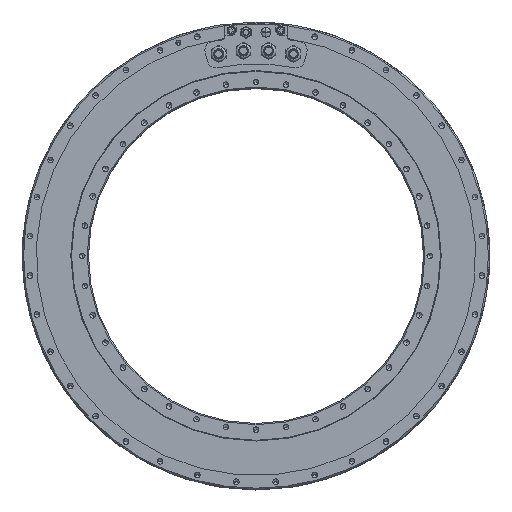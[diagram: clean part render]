
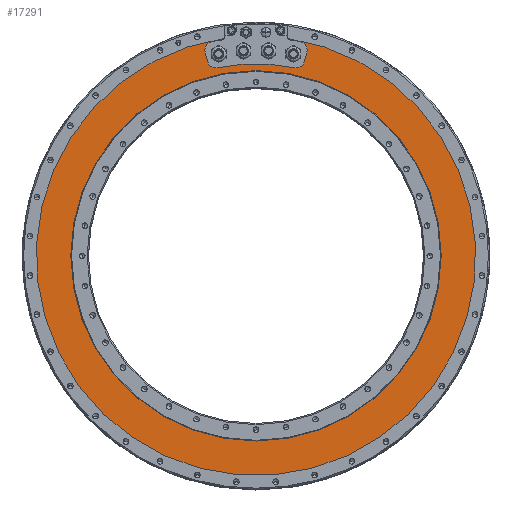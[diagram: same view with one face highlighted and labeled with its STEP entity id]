
A CAD part, top view. The second image highlights one B-rep face of the part: STEP entity #17291.
In plain terms, the highlighted planar face has unit normal (0, 0, 1).
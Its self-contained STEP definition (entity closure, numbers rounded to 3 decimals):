
#3330=CARTESIAN_POINT('',(0.,0.,-0.15));
#3331=DIRECTION('',(0.,0.,1.));
#3332=DIRECTION('',(-0.145,0.989,0.));
#3333=AXIS2_PLACEMENT_3D('',#3330,#3331,#3332);
#5434=CARTESIAN_POINT('',(-42.5,265.621,-0.15));
#5435=DIRECTION('',(0.,0.,1.));
#5436=DIRECTION('',(0.158,-0.987,0.));
#5437=AXIS2_PLACEMENT_3D('',#5434,#5435,#5436);
#5439=CARTESIAN_POINT('',(0.,0.,-0.15));
#5440=DIRECTION('',(0.,0.,1.));
#5441=DIRECTION('',(-0.158,0.987,0.));
#5442=AXIS2_PLACEMENT_3D('',#5439,#5440,#5441);
#5444=CARTESIAN_POINT('',(-51.698,248.683,
-0.15));
#5445=DIRECTION('',(0.,0.,-1.));
#5446=DIRECTION('',(-0.97,-0.242,0.));
#5447=AXIS2_PLACEMENT_3D('',#5444,#5445,#5446);
#5449=DIRECTION('',(0.242,-0.97,0.));
#5450=VECTOR('',#5449,12.01);
#5451=CARTESIAN_POINT('',(-61.401,246.264,
-0.15));
#5452=LINE('',#5451,#5450);
#5453=CARTESIAN_POINT('',(-48.792,237.03,
-0.15));
#5454=DIRECTION('',(0.,0.,-1.));
#5455=DIRECTION('',(0.202,-0.979,0.));
#5456=AXIS2_PLACEMENT_3D('',#5453,#5454,#5455);
#5458=CARTESIAN_POINT('',(0.,0.,-0.15));
#5459=DIRECTION('',(0.,0.,1.));
#5460=DIRECTION('',(0.202,0.979,0.));
#5461=AXIS2_PLACEMENT_3D('',#5458,#5459,#5460);
#5463=CARTESIAN_POINT('',(48.792,237.03,
-0.15));
#5464=DIRECTION('',(0.,0.,-1.));
#5465=DIRECTION('',(0.97,-0.242,0.));
#5466=AXIS2_PLACEMENT_3D('',#5463,#5464,#5465);
#5468=DIRECTION('',(0.242,0.97,0.));
#5469=VECTOR('',#5468,12.01);
#5470=CARTESIAN_POINT('',(58.495,234.611,
-0.15));
#5471=LINE('',#5470,#5469);
#5472=CARTESIAN_POINT('',(51.698,248.683,
-0.15));
#5473=DIRECTION('',(0.,0.,-1.));
#5474=DIRECTION('',(0.204,0.979,0.));
#5475=AXIS2_PLACEMENT_3D('',#5472,#5473,#5474);
#5477=CARTESIAN_POINT('',(0.,0.,-0.15));
#5478=DIRECTION('',(0.,0.,1.));
#5479=DIRECTION('',(0.204,0.979,0.));
#5480=AXIS2_PLACEMENT_3D('',#5477,#5478,#5479);
#5482=CARTESIAN_POINT('',(42.5,265.621,-0.15));
#5483=DIRECTION('',(0.,0.,1.));
#5484=DIRECTION('',(-0.812,-0.584,0.));
#5485=AXIS2_PLACEMENT_3D('',#5482,#5483,#5484);
#5496=CARTESIAN_POINT('',(0.,0.,-0.15));
#5497=DIRECTION('',(0.,0.,1.));
#5498=DIRECTION('',(-1.,0.,0.));
#5499=AXIS2_PLACEMENT_3D('',#5496,#5497,#5498);
#5510=CARTESIAN_POINT('',(0.,0.,-0.15));
#5511=DIRECTION('',(0.,0.,1.));
#5512=DIRECTION('',(1.,0.,0.));
#5513=AXIS2_PLACEMENT_3D('',#5510,#5511,#5512);
#8314=CARTESIAN_POINT('',(-223.75,0.,-0.15));
#8315=CARTESIAN_POINT('',(223.75,0.,-0.15));
#8316=VERTEX_POINT('',#8314);
#8317=VERTEX_POINT('',#8315);
#8394=CARTESIAN_POINT('',(46.776,227.236,
-0.15));
#8395=CARTESIAN_POINT('',(-46.776,227.236,
-0.15));
#8396=VERTEX_POINT('',#8394);
#8397=VERTEX_POINT('',#8395);
#8398=CARTESIAN_POINT('',(58.495,234.611,
-0.15));
#8399=CARTESIAN_POINT('',(61.401,246.264,
-0.15));
#8400=VERTEX_POINT('',#8398);
#8401=VERTEX_POINT('',#8399);
#8402=CARTESIAN_POINT('',(-61.401,246.264,
-0.15));
#8403=CARTESIAN_POINT('',(-58.495,234.611,
-0.15));
#8404=VERTEX_POINT('',#8402);
#8405=VERTEX_POINT('',#8403);
#8406=CARTESIAN_POINT('',(-53.733,258.474,
-0.15));
#8407=VERTEX_POINT('',#8406);
#8408=CARTESIAN_POINT('',(53.733,258.474,
-0.15));
#8409=VERTEX_POINT('',#8408);
#9082=CARTESIAN_POINT('',(38.441,262.702,
-0.15));
#9084=VERTEX_POINT('',#9082);
#9086=CARTESIAN_POINT('',(-38.441,262.702,
-0.15));
#9088=VERTEX_POINT('',#9086);
#9090=CARTESIAN_POINT('',(-41.71,260.684,
-0.15));
#9091=VERTEX_POINT('',#9090);
#9092=CARTESIAN_POINT('',(41.71,260.684,
-0.15));
#9093=VERTEX_POINT('',#9092);
#17260=CARTESIAN_POINT('',(0.,0.,-0.15));
#17261=DIRECTION('',(0.,0.,1.));
#17262=DIRECTION('',(1.,0.,0.));
#17263=AXIS2_PLACEMENT_3D('',#17260,#17261,#17262);
#17264=PLANE('',#17263);
#17265=ORIENTED_EDGE('',*,*,#13807,.F.);
#17266=ORIENTED_EDGE('',*,*,#13835,.T.);
#17268=ORIENTED_EDGE('',*,*,#17267,.F.);
#17270=ORIENTED_EDGE('',*,*,#17269,.T.);
#17272=ORIENTED_EDGE('',*,*,#17271,.F.);
#17274=ORIENTED_EDGE('',*,*,#17273,.F.);
#17276=ORIENTED_EDGE('',*,*,#17275,.F.);
#17278=ORIENTED_EDGE('',*,*,#17277,.T.);
#17279=ORIENTED_EDGE('',*,*,#17244,.F.);
#17280=ORIENTED_EDGE('',*,*,#13853,.T.);
#17281=ORIENTED_EDGE('',*,*,#13768,.F.);
#17282=ORIENTED_EDGE('',*,*,#13794,.F.);
#17283=EDGE_LOOP('',(#17265,#17266,#17268,#17270,#17272,#17274,#17276,#17278,
#17279,#17280,#17281,#17282));
#17284=FACE_OUTER_BOUND('',#17283,.F.);
#17286=ORIENTED_EDGE('',*,*,#17285,.T.);
#17288=ORIENTED_EDGE('',*,*,#17287,.T.);
#17289=EDGE_LOOP('',(#17286,#17288));
#17290=FACE_BOUND('',#17289,.F.);
#3334=CIRCLE('',#3333,265.5);
#5438=CIRCLE('',#5437,5.);
#5443=CIRCLE('',#5442,264.);
#5448=CIRCLE('',#5447,10.);
#5457=CIRCLE('',#5456,10.);
#5462=CIRCLE('',#5461,232.);
#5467=CIRCLE('',#5466,10.);
#5476=CIRCLE('',#5475,10.);
#5481=CIRCLE('',#5480,264.);
#5486=CIRCLE('',#5485,5.);
#5500=CIRCLE('',#5499,223.75);
#5514=CIRCLE('',#5513,223.75);
#13768=EDGE_CURVE('',#9084,#9093,#5486,.T.);
#13794=EDGE_CURVE('',#9088,#9084,#3334,.T.);
#13807=EDGE_CURVE('',#9091,#9088,#5438,.T.);
#13835=EDGE_CURVE('',#9091,#8407,#5443,.T.);
#13853=EDGE_CURVE('',#8409,#9093,#5481,.T.);
#17244=EDGE_CURVE('',#8409,#8401,#5476,.T.);
#17267=EDGE_CURVE('',#8404,#8407,#5448,.T.);
#17269=EDGE_CURVE('',#8404,#8405,#5452,.T.);
#17271=EDGE_CURVE('',#8397,#8405,#5457,.T.);
#17273=EDGE_CURVE('',#8396,#8397,#5462,.T.);
#17275=EDGE_CURVE('',#8400,#8396,#5467,.T.);
#17277=EDGE_CURVE('',#8400,#8401,#5471,.T.);
#17285=EDGE_CURVE('',#8316,#8317,#5500,.T.);
#17287=EDGE_CURVE('',#8317,#8316,#5514,.T.);
#17291=ADVANCED_FACE('',(#17284,#17290),#17264,.T.);
